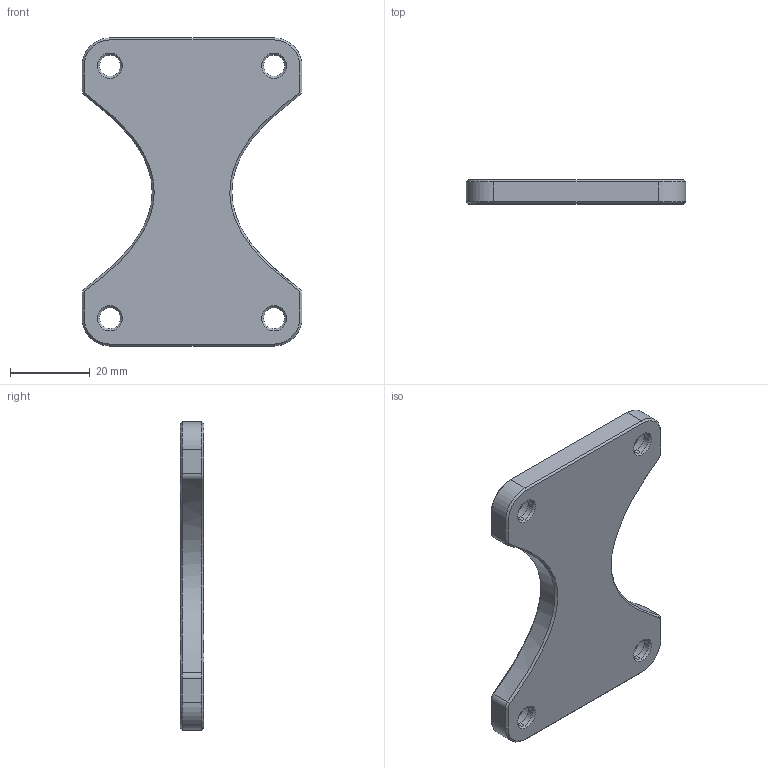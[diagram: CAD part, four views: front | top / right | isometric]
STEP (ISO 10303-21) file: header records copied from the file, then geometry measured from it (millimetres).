
FILE_DESCRIPTION (( 'STEP AP203' ), '1' );
FILE_NAME ('青蜞 溴觇.STEP', '2021-11-18T13:23:05', ( '' ), ( '' ), 'SwSTEP 2.0', 'SolidWorks 2021', '' );
FILE_SCHEMA (( 'CONFIG_CONTROL_DESIGN' ));
Length unit declared in the file: millimetre
Products named in the file (1): 青蜞 溴觇
Bounding box: 55.27 x 6 x 77.5 mm (x, y, z)
Volume: 16937 mm3; surface area: 8078.4 mm2
Topology: 1 solids, 1 shells, 86 faces, 192 edges, 112 vertices
Faces by surface type: cone 32, cylinder 24, plane 24, bspline 6
Entity records: 3803 total; most frequent: CARTESIAN_POINT 1799, DIRECTION 418, ORIENTED_EDGE 384, EDGE_CURVE 192, AXIS2_PLACEMENT_3D 161, VERTEX_POINT 112, EDGE_LOOP 98, LINE 96
